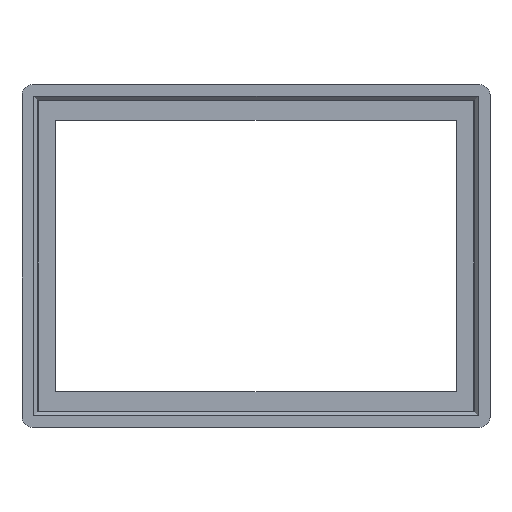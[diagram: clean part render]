
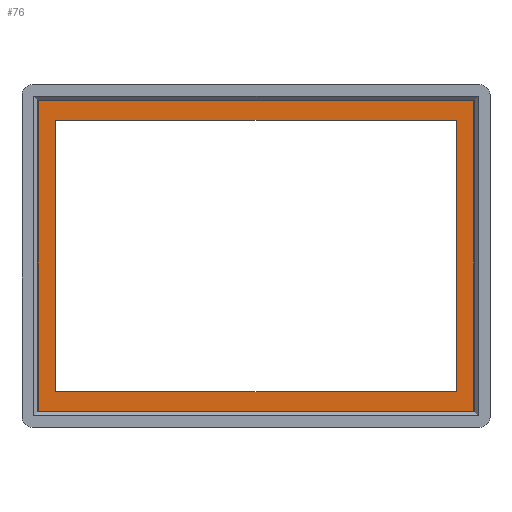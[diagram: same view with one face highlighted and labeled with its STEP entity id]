
A CAD part, top view. The second image highlights one B-rep face of the part: STEP entity #76.
In plain terms, the highlighted planar face has unit normal (0, 0, 1).
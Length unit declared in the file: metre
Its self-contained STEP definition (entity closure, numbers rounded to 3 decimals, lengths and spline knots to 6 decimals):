
#76 = ADVANCED_FACE( '', ( #175, #176 ), #177, .T. );
#175 = FACE_BOUND( '', #299, .T. );
#176 = FACE_OUTER_BOUND( '', #300, .T. );
#177 = PLANE( '', #301 );
#299 = EDGE_LOOP( '', ( #452, #453, #454, #455 ) );
#300 = EDGE_LOOP( '', ( #456, #457, #458, #459 ) );
#301 = AXIS2_PLACEMENT_3D( '', #460, #461, #462 );
#452 = ORIENTED_EDGE( '', *, *, #733, .F. );
#453 = ORIENTED_EDGE( '', *, *, #734, .T. );
#454 = ORIENTED_EDGE( '', *, *, #735, .T. );
#455 = ORIENTED_EDGE( '', *, *, #736, .F. );
#456 = ORIENTED_EDGE( '', *, *, #737, .F. );
#457 = ORIENTED_EDGE( '', *, *, #722, .T. );
#458 = ORIENTED_EDGE( '', *, *, #738, .T. );
#459 = ORIENTED_EDGE( '', *, *, #739, .F. );
#460 = CARTESIAN_POINT( '', ( 0., 0., 0.003 ) );
#461 = DIRECTION( '', ( 0., 0., 1. ) );
#462 = DIRECTION( '', ( 1., 0., 0. ) );
#722 = EDGE_CURVE( '', #859, #857, #860, .T. );
#733 = EDGE_CURVE( '', #877, #878, #879, .T. );
#734 = EDGE_CURVE( '', #877, #880, #881, .T. );
#735 = EDGE_CURVE( '', #880, #882, #883, .T. );
#736 = EDGE_CURVE( '', #878, #882, #884, .T. );
#737 = EDGE_CURVE( '', #859, #885, #886, .T. );
#738 = EDGE_CURVE( '', #857, #887, #888, .T. );
#739 = EDGE_CURVE( '', #885, #887, #889, .T. );
#857 = VERTEX_POINT( '', #1044 );
#859 = VERTEX_POINT( '', #1047 );
#860 = LINE( '', #1048, #1049 );
#877 = VERTEX_POINT( '', #1074 );
#878 = VERTEX_POINT( '', #1075 );
#879 = LINE( '', #1076, #1077 );
#880 = VERTEX_POINT( '', #1078 );
#881 = LINE( '', #1079, #1080 );
#882 = VERTEX_POINT( '', #1081 );
#883 = LINE( '', #1082, #1083 );
#884 = LINE( '', #1084, #1085 );
#885 = VERTEX_POINT( '', #1086 );
#886 = LINE( '', #1087, #1088 );
#887 = VERTEX_POINT( '', #1089 );
#888 = LINE( '', #1090, #1091 );
#889 = LINE( '', #1092, #1093 );
#1044 = CARTESIAN_POINT( '', ( 0.06425, 0.04575, 0.003 ) );
#1047 = CARTESIAN_POINT( '', ( 0.06425, -0.04575, 0.003 ) );
#1048 = CARTESIAN_POINT( '', ( 0.06425, 0., 0.003 ) );
#1049 = VECTOR( '', #1258, 1. );
#1074 = CARTESIAN_POINT( '', ( 0.059, -0.04, 0.003 ) );
#1075 = CARTESIAN_POINT( '', ( 0.059, 0.04, 0.003 ) );
#1076 = CARTESIAN_POINT( '', ( 0.059, 0., 0.003 ) );
#1077 = VECTOR( '', #1267, 1. );
#1078 = CARTESIAN_POINT( '', ( -0.059, -0.04, 0.003 ) );
#1079 = CARTESIAN_POINT( '', ( 0., -0.04, 0.003 ) );
#1080 = VECTOR( '', #1268, 1. );
#1081 = CARTESIAN_POINT( '', ( -0.059, 0.04, 0.003 ) );
#1082 = CARTESIAN_POINT( '', ( -0.059, 0., 0.003 ) );
#1083 = VECTOR( '', #1269, 1. );
#1084 = CARTESIAN_POINT( '', ( 0., 0.04, 0.003 ) );
#1085 = VECTOR( '', #1270, 1. );
#1086 = CARTESIAN_POINT( '', ( -0.06425, -0.04575, 0.003 ) );
#1087 = CARTESIAN_POINT( '', ( 0., -0.04575, 0.003 ) );
#1088 = VECTOR( '', #1271, 1. );
#1089 = CARTESIAN_POINT( '', ( -0.06425, 0.04575, 0.003 ) );
#1090 = CARTESIAN_POINT( '', ( 0., 0.04575, 0.003 ) );
#1091 = VECTOR( '', #1272, 1. );
#1092 = CARTESIAN_POINT( '', ( -0.06425, 0., 0.003 ) );
#1093 = VECTOR( '', #1273, 1. );
#1258 = DIRECTION( '', ( 0., 1., 0. ) );
#1267 = DIRECTION( '', ( 0., 1., 0. ) );
#1268 = DIRECTION( '', ( -1., 0., 0. ) );
#1269 = DIRECTION( '', ( 0., 1., 0. ) );
#1270 = DIRECTION( '', ( -1., 0., 0. ) );
#1271 = DIRECTION( '', ( -1., 0., 0. ) );
#1272 = DIRECTION( '', ( -1., 0., 0. ) );
#1273 = DIRECTION( '', ( 0., 1., 0. ) );
